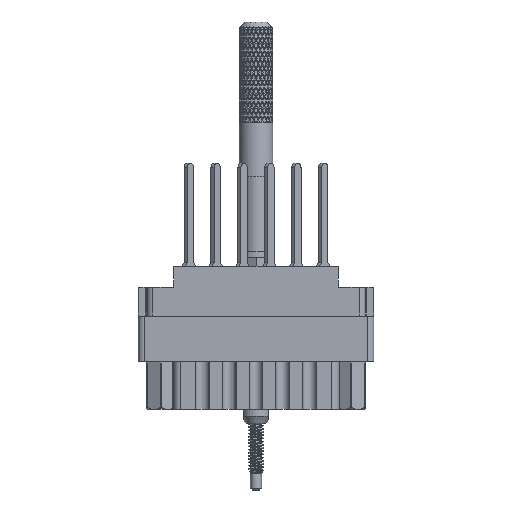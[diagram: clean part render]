
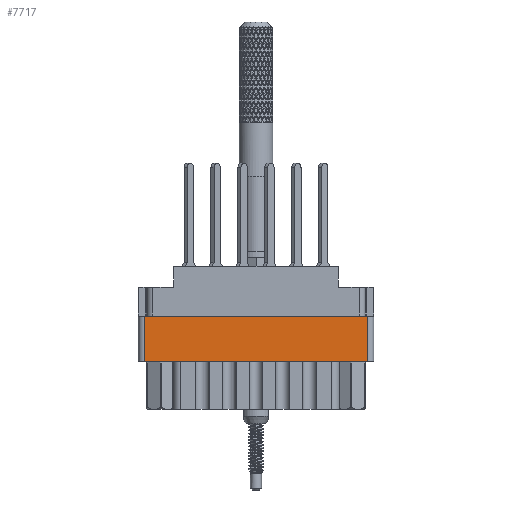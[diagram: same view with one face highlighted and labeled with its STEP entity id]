
A CAD part, front view. The second image highlights one B-rep face of the part: STEP entity #7717.
In plain terms, the highlighted planar face has unit normal (0, -1, 0).
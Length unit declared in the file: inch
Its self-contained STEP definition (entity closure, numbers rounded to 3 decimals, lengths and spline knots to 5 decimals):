
#362 = EDGE_CURVE ( 'NONE', #113832, #139218, #107112, .T. ) ;
#7717 = ADVANCED_FACE ( 'NONE', ( #191387 ), #59286, .T. ) ;
#8426 = ORIENTED_EDGE ( 'NONE', *, *, #187752, .F. ) ;
#16797 = DIRECTION ( 'NONE',  ( -1., 0., 0. ) ) ;
#30400 = CARTESIAN_POINT ( 'NONE',  ( 0.624, -0.343, -0.529 ) ) ;
#40397 = CARTESIAN_POINT ( 'NONE',  ( 0.624, -0.343, -0.277 ) ) ;
#40994 = CARTESIAN_POINT ( 'NONE',  ( 0.624, -0.343, -0.529 ) ) ;
#42259 = ORIENTED_EDGE ( 'NONE', *, *, #184603, .F. ) ;
#44491 = CARTESIAN_POINT ( 'NONE',  ( -0.656, -0.343, -0.277 ) ) ;
#59286 = PLANE ( 'NONE',  #91873 ) ;
#61491 = LINE ( 'NONE', #92545, #66275 ) ;
#66275 = VECTOR ( 'NONE', #77982, 39.37008 ) ;
#76558 = LINE ( 'NONE', #44491, #116974 ) ;
#77982 = DIRECTION ( 'NONE',  ( 0., 0., 1. ) ) ;
#79023 = VECTOR ( 'NONE', #16797, 39.37008 ) ;
#82707 = VERTEX_POINT ( 'NONE', #129581 ) ;
#90882 = ORIENTED_EDGE ( 'NONE', *, *, #170108, .T. ) ;
#91873 = AXIS2_PLACEMENT_3D ( 'NONE', #103015, #117597, #176821 ) ;
#92545 = CARTESIAN_POINT ( 'NONE',  ( 0.624, -0.343, -0.798 ) ) ;
#95130 = EDGE_LOOP ( 'NONE', ( #42259, #110909, #90882, #8426 ) ) ;
#103015 = CARTESIAN_POINT ( 'NONE',  ( -0.624, -0.343, -0.798 ) ) ;
#103963 = VERTEX_POINT ( 'NONE', #40397 ) ;
#107112 = LINE ( 'NONE', #30400, #79023 ) ;
#110578 = VECTOR ( 'NONE', #136026, 39.37008 ) ;
#110909 = ORIENTED_EDGE ( 'NONE', *, *, #362, .F. ) ;
#113832 = VERTEX_POINT ( 'NONE', #40994 ) ;
#116974 = VECTOR ( 'NONE', #175671, 39.37008 ) ;
#117597 = DIRECTION ( 'NONE',  ( 0., -1., 0. ) ) ;
#129581 = CARTESIAN_POINT ( 'NONE',  ( -0.624, -0.343, -0.277 ) ) ;
#136026 = DIRECTION ( 'NONE',  ( 0., 0., 1. ) ) ;
#139218 = VERTEX_POINT ( 'NONE', #151719 ) ;
#151719 = CARTESIAN_POINT ( 'NONE',  ( -0.624, -0.343, -0.529 ) ) ;
#170108 = EDGE_CURVE ( 'NONE', #113832, #103963, #61491, .T. ) ;
#175671 = DIRECTION ( 'NONE',  ( 1., 0., 0. ) ) ;
#176821 = DIRECTION ( 'NONE',  ( 0., 0., -1. ) ) ;
#177818 = LINE ( 'NONE', #178791, #110578 ) ;
#178791 = CARTESIAN_POINT ( 'NONE',  ( -0.624, -0.343, -0.798 ) ) ;
#184603 = EDGE_CURVE ( 'NONE', #139218, #82707, #177818, .T. ) ;
#187752 = EDGE_CURVE ( 'NONE', #82707, #103963, #76558, .T. ) ;
#191387 = FACE_OUTER_BOUND ( 'NONE', #95130, .T. ) ;
